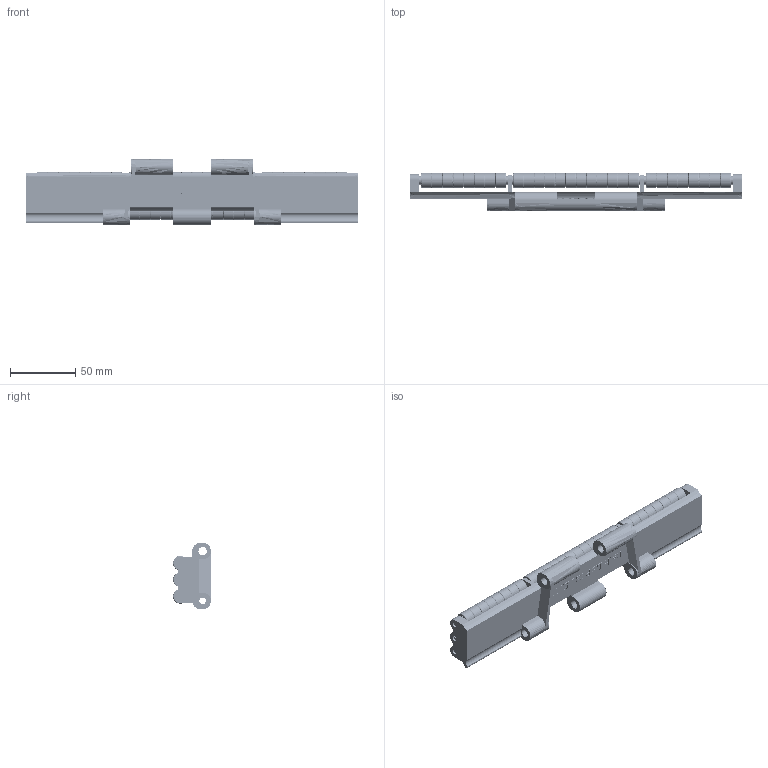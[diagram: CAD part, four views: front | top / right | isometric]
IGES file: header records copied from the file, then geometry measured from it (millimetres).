
Start section: SolidWorks IGES file using analytic representation for surfaces
Global section: file name: Bellt - 001617 - Btop 821 K750 LBP.IGS; native system: SolidWorks 2024; preprocessor: SolidWorks 2024; author: User; date: 250923.092119; units: millimetre
Bounding box: 254 x 28.95 x 50.8 mm (x, y, z)
Surface area: 95269.9 mm2 (no closed solid volume)
Topology: 0 solids, 0 shells, 1865 faces, 33111 edges, 33111 vertices
Faces by surface type: bspline 1079, revolution 786
